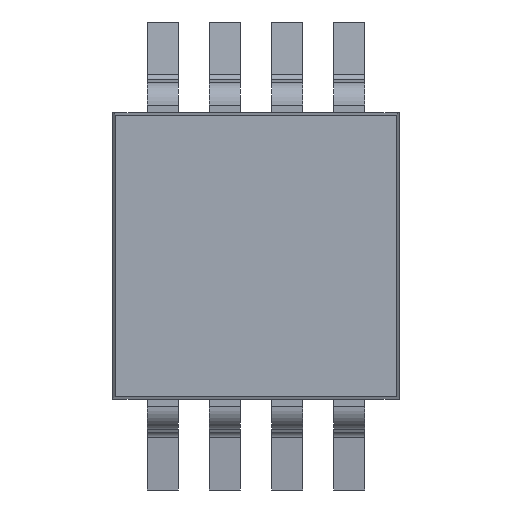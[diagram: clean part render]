
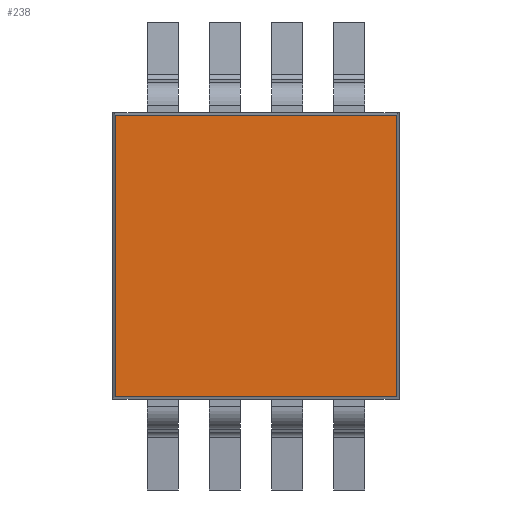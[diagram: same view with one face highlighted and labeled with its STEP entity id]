
A CAD part, top view. The second image highlights one B-rep face of the part: STEP entity #238.
In plain terms, the highlighted planar face has unit normal (0, 0, 1).
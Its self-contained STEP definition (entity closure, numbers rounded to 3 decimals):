
#238 = ADVANCED_FACE( '', ( #551 ), #552, .F. );
#551 = FACE_OUTER_BOUND( '', #936, .T. );
#552 = PLANE( '', #937 );
#936 = EDGE_LOOP( '', ( #1607, #1608, #1609, #1610 ) );
#937 = AXIS2_PLACEMENT_3D( '', #1611, #1612, #1613 );
#1607 = ORIENTED_EDGE( '', *, *, #2594, .T. );
#1608 = ORIENTED_EDGE( '', *, *, #2595, .F. );
#1609 = ORIENTED_EDGE( '', *, *, #2574, .F. );
#1610 = ORIENTED_EDGE( '', *, *, #2596, .T. );
#1611 = CARTESIAN_POINT( '', ( 1.5, 1.473, 0.488 ) );
#1612 = DIRECTION( '', ( 0., 0., -1. ) );
#1613 = DIRECTION( '', ( 0., 1., 0. ) );
#2574 = EDGE_CURVE( '', #3177, #3178, #3179, .T. );
#2594 = EDGE_CURVE( '', #3210, #3211, #3212, .T. );
#2595 = EDGE_CURVE( '', #3178, #3211, #3213, .T. );
#2596 = EDGE_CURVE( '', #3177, #3210, #3214, .T. );
#3177 = VERTEX_POINT( '', #3985 );
#3178 = VERTEX_POINT( '', #3986 );
#3179 = LINE( '', #3987, #3988 );
#3210 = VERTEX_POINT( '', #4035 );
#3211 = VERTEX_POINT( '', #4036 );
#3212 = LINE( '', #4037, #4038 );
#3213 = LINE( '', #4039, #4040 );
#3214 = LINE( '', #4041, #4042 );
#3985 = CARTESIAN_POINT( '', ( 1.473, -1.473, 0.488 ) );
#3986 = CARTESIAN_POINT( '', ( -1.473, -1.473, 0.488 ) );
#3987 = CARTESIAN_POINT( '', ( 1.5, -1.473, 0.488 ) );
#3988 = VECTOR( '', #4670, 1000. );
#4035 = CARTESIAN_POINT( '', ( 1.473, 1.473, 0.488 ) );
#4036 = CARTESIAN_POINT( '', ( -1.473, 1.473, 0.488 ) );
#4037 = CARTESIAN_POINT( '', ( 1.5, 1.473, 0.488 ) );
#4038 = VECTOR( '', #4687, 1000. );
#4039 = CARTESIAN_POINT( '', ( -1.473, -4.337, 0.488 ) );
#4040 = VECTOR( '', #4688, 1000. );
#4041 = CARTESIAN_POINT( '', ( 1.473, -4.337, 0.488 ) );
#4042 = VECTOR( '', #4689, 1000. );
#4670 = DIRECTION( '', ( -1., 0., 0. ) );
#4687 = DIRECTION( '', ( -1., 0., 0. ) );
#4688 = DIRECTION( '', ( 0., 1., 0. ) );
#4689 = DIRECTION( '', ( 0., 1., 0. ) );
